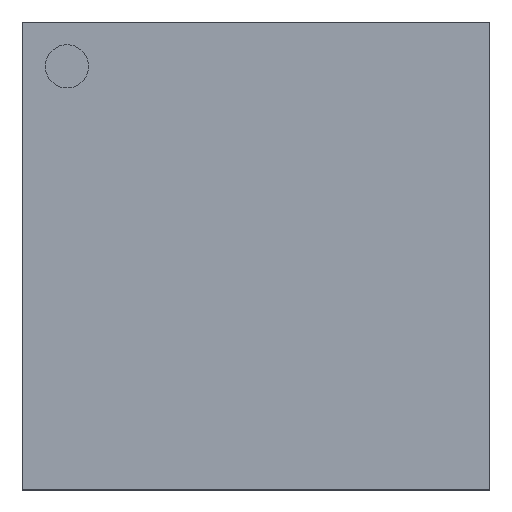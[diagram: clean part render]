
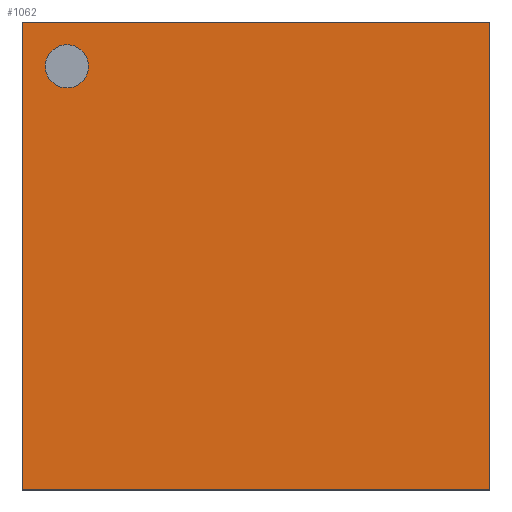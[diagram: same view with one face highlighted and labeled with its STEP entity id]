
A CAD part, top view. The second image highlights one B-rep face of the part: STEP entity #1062.
In plain terms, the highlighted planar face has unit normal (0, 0, 1).
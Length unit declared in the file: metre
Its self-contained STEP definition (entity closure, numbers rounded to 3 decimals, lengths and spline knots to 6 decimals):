
#972 = EDGE_CURVE( '', #1955, #1955, #1956, .T. );
#1038 = EDGE_CURVE( '', #2082, #1727, #2083, .T. );
#1044 = EDGE_CURVE( '', #1853, #1970, #2093, .T. );
#1062 = ADVANCED_FACE( '', ( #2127, #2128 ), #2129, .T. );
#1066 = EDGE_CURVE( '', #2082, #1853, #2135, .T. );
#1084 = EDGE_CURVE( '', #1727, #1970, #2166, .T. );
#1727 = VERTEX_POINT( '', #2987 );
#1853 = VERTEX_POINT( '', #3119 );
#1955 = VERTEX_POINT( '', #3224 );
#1956 = CIRCLE( '', #3225, 0.00037 );
#1970 = VERTEX_POINT( '', #3240 );
#2082 = VERTEX_POINT( '', #3356 );
#2083 = LINE( '', #3357, #3358 );
#2093 = LINE( '', #3369, #3370 );
#2127 = FACE_BOUND( '', #3404, .T. );
#2128 = FACE_OUTER_BOUND( '', #3405, .T. );
#2129 = PLANE( '', #3406 );
#2135 = LINE( '', #3413, #3414 );
#2166 = LINE( '', #3448, #3449 );
#2987 = CARTESIAN_POINT( '', ( 0.004, 0.004, 0.00123 ) );
#3119 = CARTESIAN_POINT( '', ( -0.004, -0.004, 0.00123 ) );
#3224 = CARTESIAN_POINT( '', ( -0.002863, 0.003242, 0.00123 ) );
#3225 = AXIS2_PLACEMENT_3D( '', #3949, #3950, #3951 );
#3240 = CARTESIAN_POINT( '', ( 0.004, -0.004, 0.00123 ) );
#3356 = CARTESIAN_POINT( '', ( -0.004, 0.004, 0.00123 ) );
#3357 = CARTESIAN_POINT( '', ( -0.000216, 0.004, 0.00123 ) );
#3358 = VECTOR( '', #4136, 1. );
#3369 = CARTESIAN_POINT( '', ( 0., -0.004, 0.00123 ) );
#3370 = VECTOR( '', #4149, 1. );
#3404 = EDGE_LOOP( '', ( #4199 ) );
#3405 = EDGE_LOOP( '', ( #4200, #4201, #4202, #4203 ) );
#3406 = AXIS2_PLACEMENT_3D( '', #4204, #4205, #4206 );
#3413 = CARTESIAN_POINT( '', ( -0.004, -0.000185, 0.00123 ) );
#3414 = VECTOR( '', #4213, 1. );
#3448 = CARTESIAN_POINT( '', ( 0.004, -0.000185, 0.00123 ) );
#3449 = VECTOR( '', #4259, 1. );
#3949 = CARTESIAN_POINT( '', ( -0.003233, 0.003242, 0.00123 ) );
#3950 = DIRECTION( '', ( 0., 0., 1. ) );
#3951 = DIRECTION( '', ( 1., 0., 0. ) );
#4136 = DIRECTION( '', ( 1., 0., 0. ) );
#4149 = DIRECTION( '', ( 1., 0., 0. ) );
#4199 = ORIENTED_EDGE( '', *, *, #972, .F. );
#4200 = ORIENTED_EDGE( '', *, *, #1066, .T. );
#4201 = ORIENTED_EDGE( '', *, *, #1044, .T. );
#4202 = ORIENTED_EDGE( '', *, *, #1084, .F. );
#4203 = ORIENTED_EDGE( '', *, *, #1038, .F. );
#4204 = CARTESIAN_POINT( '', ( 0., 0., 0.00123 ) );
#4205 = DIRECTION( '', ( 0., 0., 1. ) );
#4206 = DIRECTION( '', ( 1., 0., 0. ) );
#4213 = DIRECTION( '', ( 0., -1., 0. ) );
#4259 = DIRECTION( '', ( 0., -1., 0. ) );
